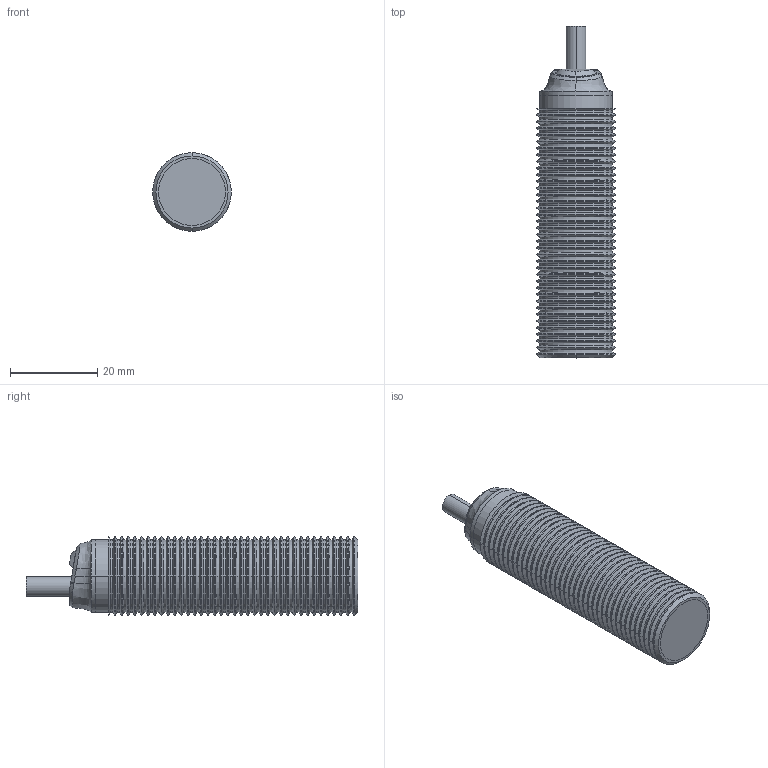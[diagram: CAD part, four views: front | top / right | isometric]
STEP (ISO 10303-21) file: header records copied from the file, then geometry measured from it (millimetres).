
FILE_DESCRIPTION(('STEP AP214'),'1');
FILE_NAME('cctmp_891FA16D-528A-4485-88EC-751C92924349_2024_02_12_13_24_42_0175_26400..stp','2024-02-12T12:24:42',('Pepperl+Fuchs GmbH'),('CADClick - www.CADClick.com'),'Spatial InterOp 3D',' ','unknown authorization');
FILE_SCHEMA(('AUTOMOTIVE_DESIGN'));
Length unit declared in the file: millimetre
Products named in the file (7): NBB5-18GM60-E3; 2024_02_12_13_24_42_0170; NBB5-18GM60-E3_3; 2024_02_12_13_24_42_0155; 2024_02_12_13_24_42_0140; NBB5-18GM60-E3_2; NBB5-18GM60-E3_1
Assembly tree (6 placements, depth 2):
  NBB5-18GM60-E3
    2024_02_12_13_24_42_0170
    NBB5-18GM60-E3_3
    2024_02_12_13_24_42_0155
    2024_02_12_13_24_42_0140
    NBB5-18GM60-E3_2
    NBB5-18GM60-E3_1
Bounding box: 18 x 75.91 x 18 mm (x, y, z)
Volume: 14806.8 mm3; surface area: 8999.8 mm2
Topology: 4 solids, 6 shells, 718 faces, 1588 edges, 870 vertices
Faces by surface type: cylinder 267, cone 179, bspline 158, plane 58, sphere 31, torus 24, extrusion 1
Entity records: 35848 total; most frequent: CARTESIAN_POINT 15342, ORIENTED_EDGE 3139, DIRECTION 2906, EDGE_CURVE 1572, AXIS2_PLACEMENT_3D 1167, VERTEX_POINT 870, EDGE_LOOP 725, STYLED_ITEM 723
